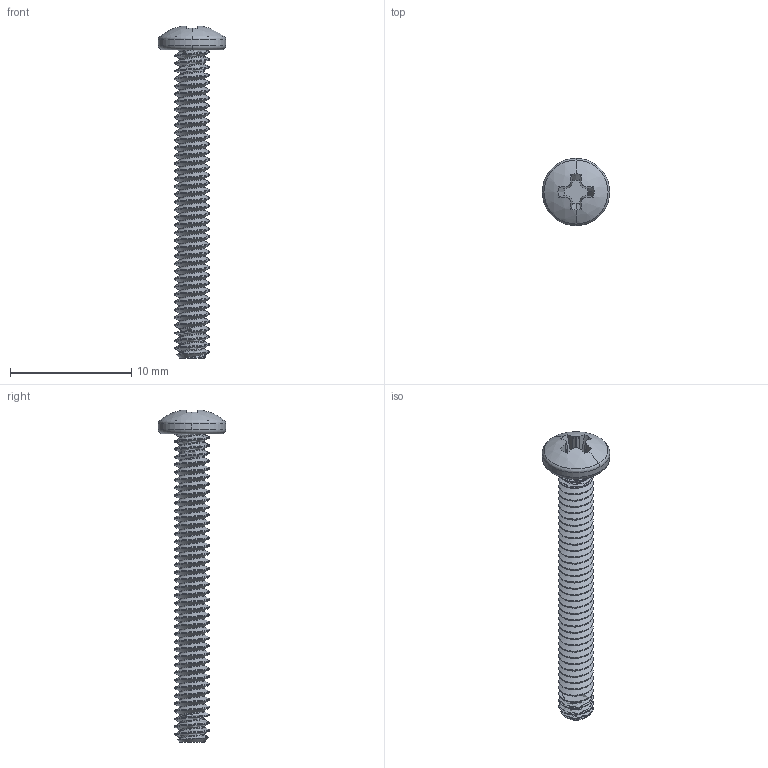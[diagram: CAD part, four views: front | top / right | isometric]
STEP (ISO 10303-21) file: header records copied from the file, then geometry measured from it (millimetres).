
FILE_DESCRIPTION (( 'STEP AP203' ), '1' );
FILE_NAME ('91249A123_Black-Oxide 18-8 Stainless Steel Pan Head Phillips Screws.STEP', '2021-07-09T05:11:36', ( 'Administrator' ), ( 'Managed by Terraform' ), 'SwSTEP 2.0', 'SolidWorks 2017', '' );
FILE_SCHEMA (( 'CONFIG_CONTROL_DESIGN' ));
Length unit declared in the file: inch
Products named in the file (1): 91249A123_Black-Oxide 18-8 Stainless Steel Pan Head Phillips Screws
Bounding box: 5.56 x 5.56 x 27.36 mm (x, y, z)
Volume: 151.1 mm3; surface area: 415.8 mm2
Topology: 1 solids, 1 shells, 252 faces, 742 edges, 493 vertices
Faces by surface type: cylinder 215, plane 19, cone 9, torus 4, bspline 3, sphere 2
Entity records: 17376 total; most frequent: CARTESIAN_POINT 11832, ORIENTED_EDGE 1484, DIRECTION 856, EDGE_CURVE 742, VERTEX_POINT 493, AXIS2_PLACEMENT_3D 305, EDGE_LOOP 253, ADVANCED_FACE 252
